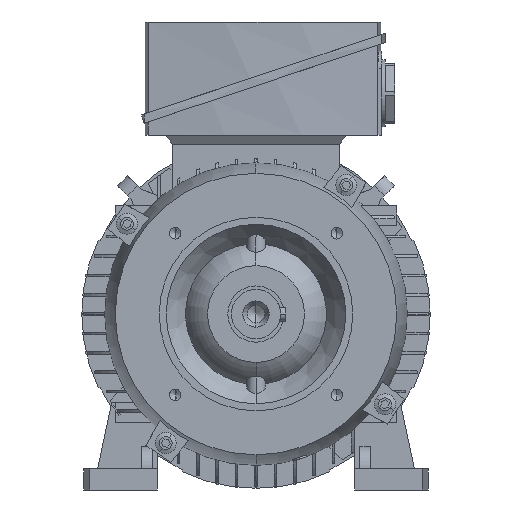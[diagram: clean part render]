
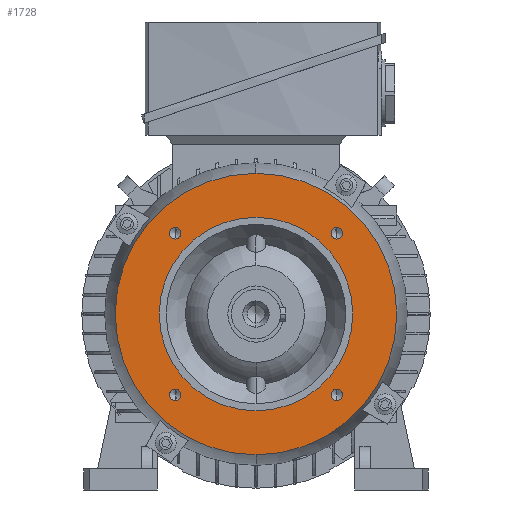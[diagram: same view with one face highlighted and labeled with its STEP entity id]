
A CAD part, left-side view. The second image highlights one B-rep face of the part: STEP entity #1728.
In plain terms, the highlighted planar face has unit normal (-1, 0, 0).
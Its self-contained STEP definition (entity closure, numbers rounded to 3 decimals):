
#1728=ADVANCED_FACE('',(#4163,#4164,#4165,#4166,#4167,#4168),#4169,.T.);
#4163=FACE_BOUND('',#7318,.T.);
#4164=FACE_BOUND('',#7319,.T.);
#4165=FACE_BOUND('',#7320,.T.);
#4166=FACE_BOUND('',#7321,.T.);
#4167=FACE_OUTER_BOUND('',#7322,.T.);
#4168=FACE_BOUND('',#7323,.T.);
#4169=PLANE('',#7324);
#7318=EDGE_LOOP('',(#12446,#12447));
#7319=EDGE_LOOP('',(#12448,#12449));
#7320=EDGE_LOOP('',(#12450,#12451));
#7321=EDGE_LOOP('',(#12452,#12453));
#7322=EDGE_LOOP('',(#12454,#12455));
#7323=EDGE_LOOP('',(#12456,#12457));
#7324=AXIS2_PLACEMENT_3D('',#12458,#12459,#12460);
#12446=ORIENTED_EDGE('',*,*,#20394,.T.);
#12447=ORIENTED_EDGE('',*,*,#19499,.T.);
#12448=ORIENTED_EDGE('',*,*,#20392,.T.);
#12449=ORIENTED_EDGE('',*,*,#19504,.T.);
#12450=ORIENTED_EDGE('',*,*,#20390,.T.);
#12451=ORIENTED_EDGE('',*,*,#19509,.T.);
#12452=ORIENTED_EDGE('',*,*,#20388,.T.);
#12453=ORIENTED_EDGE('',*,*,#19514,.T.);
#12454=ORIENTED_EDGE('',*,*,#20550,.F.);
#12455=ORIENTED_EDGE('',*,*,#19415,.F.);
#12456=ORIENTED_EDGE('',*,*,#19521,.T.);
#12457=ORIENTED_EDGE('',*,*,#20386,.T.);
#12458=CARTESIAN_POINT('',(-40.5,0.0,67.5));
#12459=DIRECTION('',(-1.0,0.0,0.));
#12460=DIRECTION('',(0.,0.0,-1.0));
#19415=EDGE_CURVE('',#23446,#23449,#23450,.T.);
#19499=EDGE_CURVE('',#23602,#23599,#23603,.T.);
#19504=EDGE_CURVE('',#23611,#23608,#23612,.T.);
#19509=EDGE_CURVE('',#23620,#23617,#23621,.T.);
#19514=EDGE_CURVE('',#23629,#23626,#23630,.T.);
#19521=EDGE_CURVE('',#23636,#23640,#23642,.T.);
#20386=EDGE_CURVE('',#23640,#23636,#24902,.T.);
#20388=EDGE_CURVE('',#23626,#23629,#24904,.T.);
#20390=EDGE_CURVE('',#23617,#23620,#24906,.T.);
#20392=EDGE_CURVE('',#23608,#23611,#24908,.T.);
#20394=EDGE_CURVE('',#23599,#23602,#24910,.T.);
#20550=EDGE_CURVE('',#23449,#23446,#25152,.T.);
#23446=VERTEX_POINT('',#29581);
#23449=VERTEX_POINT('',#29584);
#23450=CIRCLE('',#29585,80.);
#23599=VERTEX_POINT('',#29843);
#23602=VERTEX_POINT('',#29847);
#23603=CIRCLE('',#29848,3.325);
#23608=VERTEX_POINT('',#29854);
#23611=VERTEX_POINT('',#29858);
#23612=CIRCLE('',#29859,3.325);
#23617=VERTEX_POINT('',#29865);
#23620=VERTEX_POINT('',#29869);
#23621=CIRCLE('',#29870,3.325);
#23626=VERTEX_POINT('',#29876);
#23629=VERTEX_POINT('',#29880);
#23630=CIRCLE('',#29881,3.325);
#23636=VERTEX_POINT('',#29888);
#23640=VERTEX_POINT('',#29893);
#23642=CIRCLE('',#29896,55.0);
#24902=CIRCLE('',#32007,55.0);
#24904=CIRCLE('',#32009,3.325);
#24906=CIRCLE('',#32011,3.325);
#24908=CIRCLE('',#32013,3.325);
#24910=CIRCLE('',#32015,3.325);
#25152=CIRCLE('',#32345,80.);
#29581=CARTESIAN_POINT('',(-40.5,0.,-80.));
#29584=CARTESIAN_POINT('',(-40.5,0.0,80.));
#29585=AXIS2_PLACEMENT_3D('',#42024,#42025,#42026);
#29843=CARTESIAN_POINT('',(-40.5,45.962,42.637));
#29847=CARTESIAN_POINT('',(-40.5,45.962,49.287));
#29848=AXIS2_PLACEMENT_3D('',#42161,#42162,#42163);
#29854=CARTESIAN_POINT('',(-40.5,45.962,-49.287));
#29858=CARTESIAN_POINT('',(-40.5,45.962,-42.637));
#29859=AXIS2_PLACEMENT_3D('',#42169,#42170,#42171);
#29865=CARTESIAN_POINT('',(-40.5,-45.962,-49.287));
#29869=CARTESIAN_POINT('',(-40.5,-45.962,-42.637));
#29870=AXIS2_PLACEMENT_3D('',#42177,#42178,#42179);
#29876=CARTESIAN_POINT('',(-40.5,-45.962,42.637));
#29880=CARTESIAN_POINT('',(-40.5,-45.962,49.287));
#29881=AXIS2_PLACEMENT_3D('',#42185,#42186,#42187);
#29888=CARTESIAN_POINT('',(-40.5,0.0,55.0));
#29893=CARTESIAN_POINT('',(-40.5,0.,-55.0));
#29896=AXIS2_PLACEMENT_3D('',#42197,#42198,#42199);
#32007=AXIS2_PLACEMENT_3D('',#43079,#43080,#43081);
#32009=AXIS2_PLACEMENT_3D('',#43082,#43083,#43084);
#32011=AXIS2_PLACEMENT_3D('',#43085,#43086,#43087);
#32013=AXIS2_PLACEMENT_3D('',#43088,#43089,#43090);
#32015=AXIS2_PLACEMENT_3D('',#43091,#43092,#43093);
#32345=AXIS2_PLACEMENT_3D('',#43263,#43264,#43265);
#42024=CARTESIAN_POINT('',(-40.5,0.0,0.0));
#42025=DIRECTION('',(1.0,0.0,-0.0));
#42026=DIRECTION('',(0.0,0.0,1.0));
#42161=CARTESIAN_POINT('',(-40.5,45.962,45.962));
#42162=DIRECTION('',(1.0,0.0,0.));
#42163=DIRECTION('',(0.,0.0,-1.0));
#42169=CARTESIAN_POINT('',(-40.5,45.962,-45.962));
#42170=DIRECTION('',(1.0,0.0,0.));
#42171=DIRECTION('',(0.,0.0,-1.0));
#42177=CARTESIAN_POINT('',(-40.5,-45.962,-45.962));
#42178=DIRECTION('',(1.0,0.0,0.));
#42179=DIRECTION('',(0.,0.0,-1.0));
#42185=CARTESIAN_POINT('',(-40.5,-45.962,45.962));
#42186=DIRECTION('',(1.0,0.0,0.));
#42187=DIRECTION('',(0.,0.0,-1.0));
#42197=CARTESIAN_POINT('',(-40.5,0.0,0.0));
#42198=DIRECTION('',(1.0,0.0,-0.0));
#42199=DIRECTION('',(0.0,0.0,1.0));
#43079=CARTESIAN_POINT('',(-40.5,0.0,0.0));
#43080=DIRECTION('',(1.0,0.0,-0.0));
#43081=DIRECTION('',(0.0,0.0,1.0));
#43082=CARTESIAN_POINT('',(-40.5,-45.962,45.962));
#43083=DIRECTION('',(1.0,0.0,0.));
#43084=DIRECTION('',(0.,0.0,-1.0));
#43085=CARTESIAN_POINT('',(-40.5,-45.962,-45.962));
#43086=DIRECTION('',(1.0,0.0,0.));
#43087=DIRECTION('',(0.,0.0,-1.0));
#43088=CARTESIAN_POINT('',(-40.5,45.962,-45.962));
#43089=DIRECTION('',(1.0,0.0,0.));
#43090=DIRECTION('',(0.,0.0,-1.0));
#43091=CARTESIAN_POINT('',(-40.5,45.962,45.962));
#43092=DIRECTION('',(1.0,0.0,0.));
#43093=DIRECTION('',(0.,0.0,-1.0));
#43263=CARTESIAN_POINT('',(-40.5,0.0,0.0));
#43264=DIRECTION('',(1.0,0.0,-0.0));
#43265=DIRECTION('',(0.0,0.0,1.0));
